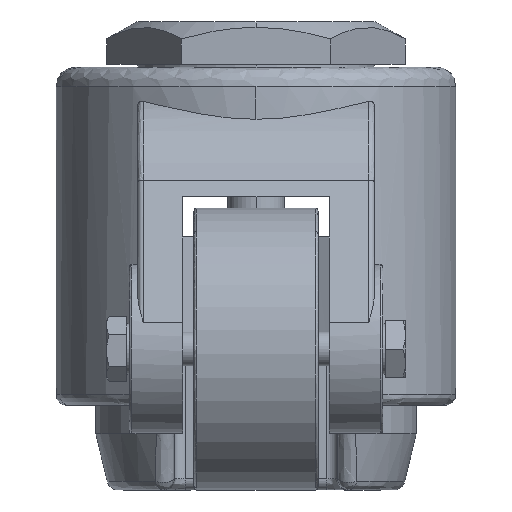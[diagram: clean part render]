
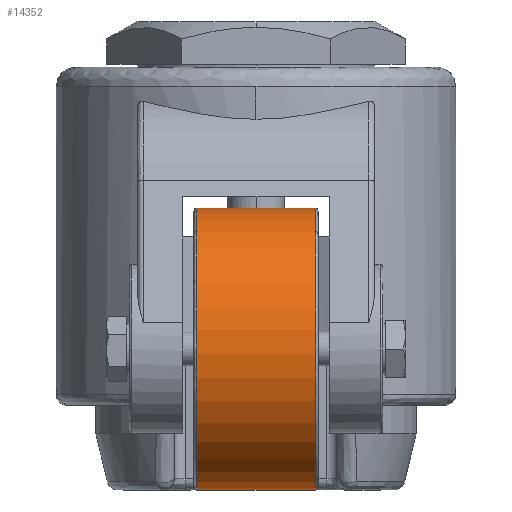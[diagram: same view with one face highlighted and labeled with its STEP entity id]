
A CAD part, left-side view. The second image highlights one B-rep face of the part: STEP entity #14352.
In plain terms, the highlighted cylindrical face has radius 25 mm (diameter 50 mm), a partial arc.
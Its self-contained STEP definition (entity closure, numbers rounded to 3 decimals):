
#6008 = CARTESIAN_POINT ( 'NONE',  ( -51.331, 10.5, -30.675 ) ) ;
#6019 = DIRECTION ( 'NONE',  ( 0., 0., -1. ) ) ;
#6020 = DIRECTION ( 'NONE',  ( 0., -1., 0. ) ) ;
#6021 = AXIS2_PLACEMENT_3D ( 'NONE', #6025, #6020, #6019 ) ;
#6022 = CIRCLE ( 'NONE', #6021, 25. ) ;
#6025 = CARTESIAN_POINT ( 'NONE',  ( -37.5, 10.5, -51.5 ) ) ;
#6053 = CARTESIAN_POINT ( 'NONE',  ( -37.5, -10.5, -26.5 ) ) ;
#6059 = CARTESIAN_POINT ( 'NONE',  ( -37.5, 10.5, -26.5 ) ) ;
#6540 = DIRECTION ( 'NONE',  ( 0., 0., -1. ) ) ;
#6602 = CIRCLE ( 'NONE', #6699, 25. ) ;
#6697 = DIRECTION ( 'NONE',  ( 0., 1., 0. ) ) ;
#6698 = CARTESIAN_POINT ( 'NONE',  ( -37.5, -10.5, -51.5 ) ) ;
#6699 = AXIS2_PLACEMENT_3D ( 'NONE', #6698, #6697, #6540 ) ;
#6922 = CARTESIAN_POINT ( 'NONE',  ( -37.5, -10.5, -76.5 ) ) ;
#6927 = DIRECTION ( 'NONE',  ( 0., -1., 0. ) ) ;
#6928 = VECTOR ( 'NONE', #6927, 1000. ) ;
#6929 = CARTESIAN_POINT ( 'NONE',  ( -37.5, -11., -76.5 ) ) ;
#6930 = LINE ( 'NONE', #6929, #6928 ) ;
#7159 = CARTESIAN_POINT ( 'NONE',  ( -51.331, -10.5, -30.675 ) ) ;
#7170 = CARTESIAN_POINT ( 'NONE',  ( -37.5, 10.5, -76.5 ) ) ;
#7879 = DIRECTION ( 'NONE',  ( 0., -1., 0. ) ) ;
#7880 = VECTOR ( 'NONE', #7879, 1000. ) ;
#7881 = CARTESIAN_POINT ( 'NONE',  ( -37.5, -11., -26.5 ) ) ;
#7882 = LINE ( 'NONE', #7881, #7880 ) ;
#7903 = DIRECTION ( 'NONE',  ( 0., 0., -1. ) ) ;
#7904 = DIRECTION ( 'NONE',  ( 0., -1., 0. ) ) ;
#7905 = CARTESIAN_POINT ( 'NONE',  ( -37.5, 10.5, -51.5 ) ) ;
#7906 = AXIS2_PLACEMENT_3D ( 'NONE', #7905, #7904, #7903 ) ;
#7907 = CIRCLE ( 'NONE', #7906, 25. ) ;
#8184 = CARTESIAN_POINT ( 'NONE',  ( -37.5, -10.5, -51.5 ) ) ;
#8185 = DIRECTION ( 'NONE',  ( 0., 0., -1. ) ) ;
#8186 = DIRECTION ( 'NONE',  ( 0., 1., 0. ) ) ;
#8220 = AXIS2_PLACEMENT_3D ( 'NONE', #8184, #8186, #8185 ) ;
#8221 = CIRCLE ( 'NONE', #8220, 25. ) ;
#8417 = CARTESIAN_POINT ( 'NONE',  ( -37.5, -11., -51.5 ) ) ;
#8418 = FACE_OUTER_BOUND ( 'NONE', #14209, .T. ) ;
#8454 = DIRECTION ( 'NONE',  ( 0., 0., -1. ) ) ;
#8455 = DIRECTION ( 'NONE',  ( 0., -1., 0. ) ) ;
#8456 = AXIS2_PLACEMENT_3D ( 'NONE', #8417, #8455, #8454 ) ;
#8457 = CYLINDRICAL_SURFACE ( 'NONE', #8456, 25. ) ;
#13830 = VERTEX_POINT ( 'NONE', #6008 ) ;
#13834 = VERTEX_POINT ( 'NONE', #6059 ) ;
#13837 = VERTEX_POINT ( 'NONE', #6053 ) ;
#13841 = EDGE_CURVE ( 'NONE', #13834, #13830, #6022, .T. ) ;
#13892 = EDGE_CURVE ( 'NONE', #14009, #13837, #6602, .T. ) ;
#13984 = EDGE_CURVE ( 'NONE', #13990, #13988, #6930, .T. ) ;
#13988 = VERTEX_POINT ( 'NONE', #6922 ) ;
#13990 = VERTEX_POINT ( 'NONE', #7170 ) ;
#14009 = VERTEX_POINT ( 'NONE', #7159 ) ;
#14177 = EDGE_CURVE ( 'NONE', #13834, #13837, #7882, .T. ) ;
#14201 = EDGE_CURVE ( 'NONE', #13830, #13990, #7907, .T. ) ;
#14209 = EDGE_LOOP ( 'NONE', ( #14254, #14253, #14339, #14349, #14250, #14244 ) ) ;
#14244 = ORIENTED_EDGE ( 'NONE', *, *, #13892, .T. ) ;
#14250 = ORIENTED_EDGE ( 'NONE', *, *, #14330, .T. ) ;
#14253 = ORIENTED_EDGE ( 'NONE', *, *, #13841, .T. ) ;
#14254 = ORIENTED_EDGE ( 'NONE', *, *, #14177, .F. ) ;
#14330 = EDGE_CURVE ( 'NONE', #13988, #14009, #8221, .T. ) ;
#14339 = ORIENTED_EDGE ( 'NONE', *, *, #14201, .T. ) ;
#14349 = ORIENTED_EDGE ( 'NONE', *, *, #13984, .T. ) ;
#14352 = ADVANCED_FACE ( 'NONE', ( #8418 ), #8457, .T. ) ;
